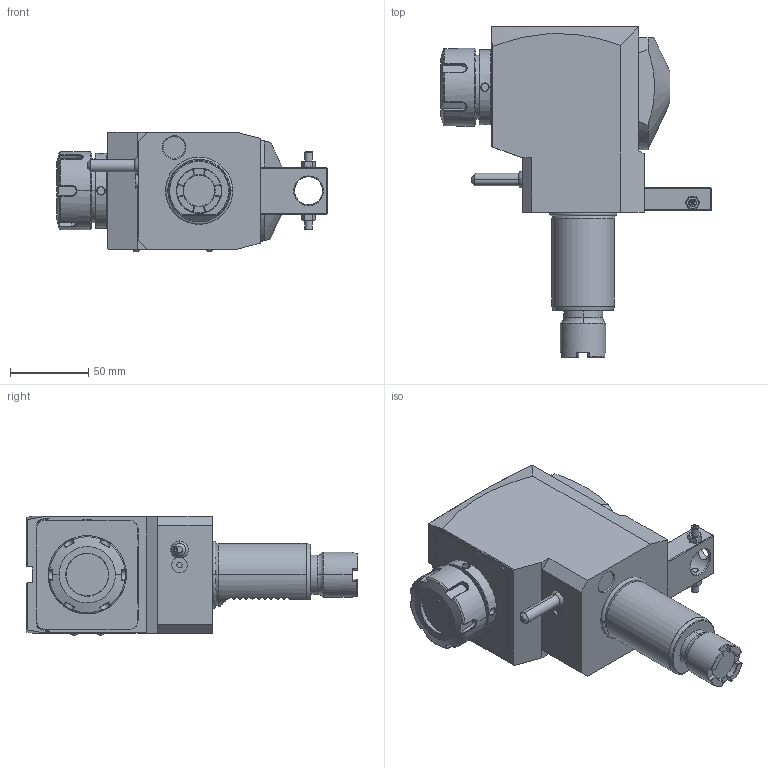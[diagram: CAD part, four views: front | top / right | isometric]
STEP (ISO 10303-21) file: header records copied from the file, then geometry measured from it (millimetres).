
FILE_DESCRIPTION((''),'2;1');
FILE_NAME('NGT1_40_251_32_1_2_80JAS','2017-08-31T',('vali'),('NOVA GRUP'),'PRO/ENGINEER BY PARAMETRIC TECHNOLOGY CORPORATION, 2010280','PRO/ENGINEER BY PARAMETRIC TECHNOLOGY CORPORATION, 2010280','');
FILE_SCHEMA(('CONFIG_CONTROL_DESIGN'));
Length unit declared in the file: millimetre
Products named in the file (1): NGT1_40_251_32_1_2_80JAS
Bounding box: 173.1 x 212 x 76.6 mm (x, y, z)
Volume: 1000036.1 mm3; surface area: 79953.9 mm2
Topology: 1 solids, 1 shells, 490 faces, 1256 edges, 780 vertices
Faces by surface type: plane 223, cylinder 100, cone 81, bspline 66, torus 14, sphere 6
Entity records: 20460 total; most frequent: CARTESIAN_POINT 9515, ORIENTED_EDGE 2480, DIRECTION 1902, EDGE_CURVE 1240, VERTEX_POINT 780, AXIS2_PLACEMENT_3D 669, VECTOR 564, LINE 564
